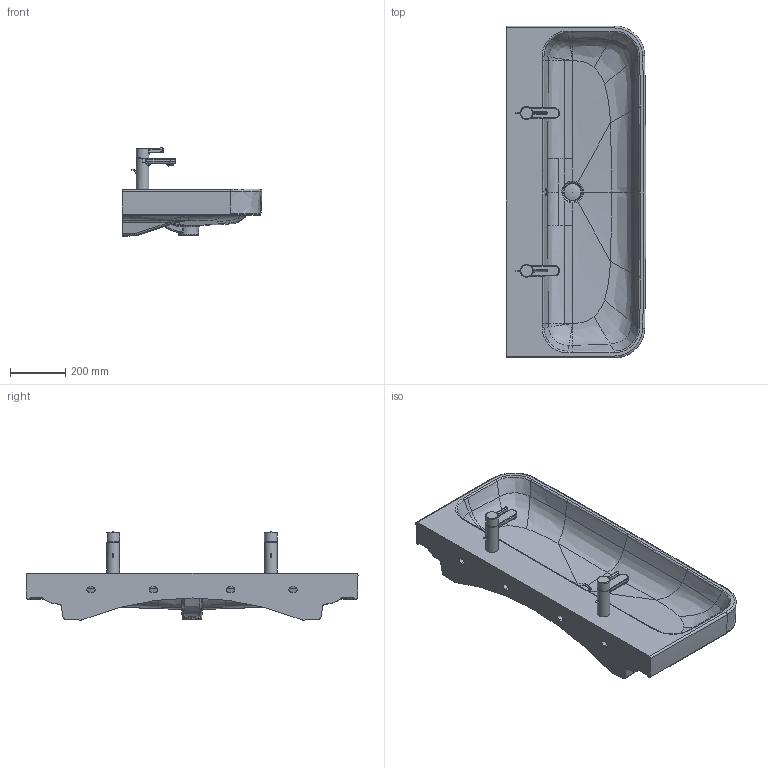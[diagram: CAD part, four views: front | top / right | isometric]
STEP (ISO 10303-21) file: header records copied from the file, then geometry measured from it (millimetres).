
FILE_DESCRIPTION((''),'2;1');
FILE_NAME('231812_6.stp','2014-11-21T14:12:32',('Administrator'),(''),'Autodesk Inventor 2011','Autodesk Inventor 2011','');
FILE_SCHEMA(('CONFIG_CONTROL_DESIGN'));
Length unit declared in the file: millimetre
Products named in the file (10): 231812_6; 231812_2; Armatur Waschtisch; Fassung Sieb; Griff; Gehäuse; Hebel_Ventil; Gleitring; Kelch; Stopfen
Assembly tree (10 placements, depth 3):
  231812_6
    231812_2
    Armatur Waschtisch  x2
      Fassung Sieb
      Griff
      Gehäuse
      Hebel_Ventil
      Gleitring
    Kelch
    Stopfen
Bounding box: 504.83 x 1199.8 x 318.44 mm (x, y, z)
Volume: 23894144.2 mm3; surface area: 2062253.9 mm2
Topology: 11 solids, 15 shells, 677 faces, 1660 edges, 990 vertices
Faces by surface type: bspline 272, cylinder 178, plane 162, torus 37, sphere 19, cone 9
Full cylindrical faces by diameter (mm): 4 x4, 12 x5, 20.15 x2, 21.15 x2, 23.15 x2, 25 x1, 35 x3, 42 x1, 44 x1, 46 x4, 49 x1, 60 x1
Entity records: 60500 total; most frequent: CARTESIAN_POINT 48327, ORIENTED_EDGE 2586, DIRECTION 1905, EDGE_CURVE 1295, VERTEX_POINT 792, AXIS2_PLACEMENT_3D 778, EDGE_LOOP 639, FACE_OUTER_BOUND 559
